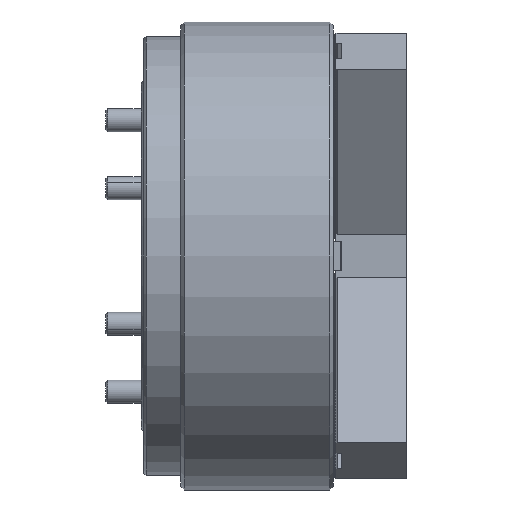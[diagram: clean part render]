
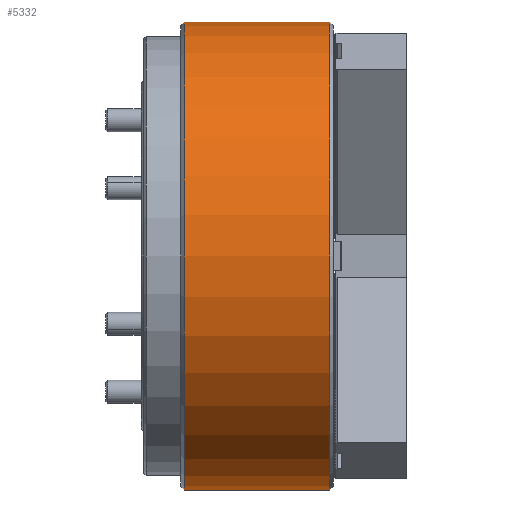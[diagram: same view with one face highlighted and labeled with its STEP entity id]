
A CAD part, front view. The second image highlights one B-rep face of the part: STEP entity #5332.
In plain terms, the highlighted cylindrical face has radius 202.5 mm (diameter 405 mm), a partial arc.
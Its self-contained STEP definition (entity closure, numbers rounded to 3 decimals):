
#1160 = ORIENTED_EDGE ( 'NONE', *, *, #32963, .T. ) ;
#1777 = CARTESIAN_POINT ( 'NONE',  ( 3., 0., 202.5 ) ) ;
#2208 = DIRECTION ( 'NONE',  ( -1., 0., 0. ) ) ;
#5332 = ADVANCED_FACE ( 'NONE', ( #25721 ), #39263, .T. ) ;
#7003 = CARTESIAN_POINT ( 'NONE',  ( 3., 0., -202.5 ) ) ;
#7162 = EDGE_CURVE ( 'NONE', #10894, #43622, #43272, .T. ) ;
#8809 = CARTESIAN_POINT ( 'NONE',  ( 138.442, 0., 0. ) ) ;
#9132 = CARTESIAN_POINT ( 'NONE',  ( 3., 0., 0. ) ) ;
#10894 = VERTEX_POINT ( 'NONE', #1777 ) ;
#11414 = CIRCLE ( 'NONE', #36255, 202.5 ) ;
#12630 = AXIS2_PLACEMENT_3D ( 'NONE', #9132, #22708, #26019 ) ;
#12811 = CARTESIAN_POINT ( 'NONE',  ( 138.442, 0., 202.5 ) ) ;
#12977 = LINE ( 'NONE', #43441, #39715 ) ;
#13623 = DIRECTION ( 'NONE',  ( 1., 0., 0. ) ) ;
#15792 = CARTESIAN_POINT ( 'NONE',  ( 129., 0., 0. ) ) ;
#16858 = CARTESIAN_POINT ( 'NONE',  ( 129., 0., 202.5 ) ) ;
#17185 = CARTESIAN_POINT ( 'NONE',  ( 129., 0., -202.5 ) ) ;
#17520 = VERTEX_POINT ( 'NONE', #7003 ) ;
#22708 = DIRECTION ( 'NONE',  ( 1., 0., 0. ) ) ;
#24153 = EDGE_CURVE ( 'NONE', #17520, #26655, #12977, .T. ) ;
#24825 = AXIS2_PLACEMENT_3D ( 'NONE', #8809, #13623, #30123 ) ;
#25721 = FACE_OUTER_BOUND ( 'NONE', #33929, .T. ) ;
#26019 = DIRECTION ( 'NONE',  ( 0., 0., 1. ) ) ;
#26349 = DIRECTION ( 'NONE',  ( 1., 0., 0. ) ) ;
#26461 = ORIENTED_EDGE ( 'NONE', *, *, #24153, .T. ) ;
#26655 = VERTEX_POINT ( 'NONE', #17185 ) ;
#27865 = ORIENTED_EDGE ( 'NONE', *, *, #7162, .F. ) ;
#29875 = DIRECTION ( 'NONE',  ( 1., 0., 0. ) ) ;
#30123 = DIRECTION ( 'NONE',  ( 0., 0., -1. ) ) ;
#31814 = CIRCLE ( 'NONE', #12630, 202.5 ) ;
#32709 = DIRECTION ( 'NONE',  ( 0., 0., -1. ) ) ;
#32963 = EDGE_CURVE ( 'NONE', #10894, #17520, #31814, .T. ) ;
#33929 = EDGE_LOOP ( 'NONE', ( #27865, #1160, #26461, #38843 ) ) ;
#36255 = AXIS2_PLACEMENT_3D ( 'NONE', #15792, #2208, #32709 ) ;
#38843 = ORIENTED_EDGE ( 'NONE', *, *, #39684, .T. ) ;
#39263 = CYLINDRICAL_SURFACE ( 'NONE', #24825, 202.5 ) ;
#39684 = EDGE_CURVE ( 'NONE', #26655, #43622, #11414, .T. ) ;
#39715 = VECTOR ( 'NONE', #29875, 1000. ) ;
#42847 = VECTOR ( 'NONE', #26349, 1000. ) ;
#43272 = LINE ( 'NONE', #12811, #42847 ) ;
#43441 = CARTESIAN_POINT ( 'NONE',  ( 138.442, 0., -202.5 ) ) ;
#43622 = VERTEX_POINT ( 'NONE', #16858 ) ;
